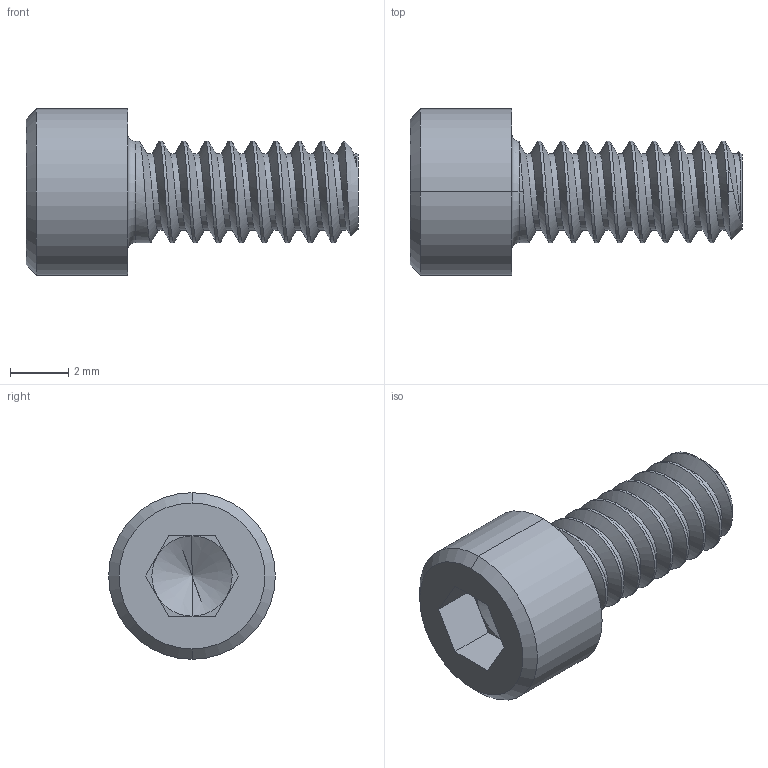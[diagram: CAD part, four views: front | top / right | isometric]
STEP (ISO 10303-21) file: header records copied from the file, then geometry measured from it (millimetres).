
FILE_DESCRIPTION (( 'STEP AP214' ), '1' );
FILE_NAME ('39098_TXM-SHCS 6-32 x 0.3125.STEP', '2017-01-16T17:01:48', ( '' ), ( '' ), 'SwSTEP 2.0', 'SolidWorks 2016', '' );
FILE_SCHEMA (( 'AUTOMOTIVE_DESIGN' ));
Length unit declared in the file: inch
Products named in the file (2): 39098_TXM-SHCS 6-32 x 0.3125
Bounding box: 11.44 x 5.74 x 5.74 mm (x, y, z)
Volume: 135.4 mm3; surface area: 244 mm2
Topology: 1 solids, 1 shells, 51 faces, 128 edges, 79 vertices
Faces by surface type: cylinder 22, plane 16, cone 7, bspline 4, torus 2
Entity records: 3592 total; most frequent: CARTESIAN_POINT 2200, ORIENTED_EDGE 252, DIRECTION 201, EDGE_CURVE 126, VERTEX_POINT 79, AXIS2_PLACEMENT_3D 72, VECTOR 57, LINE 57
